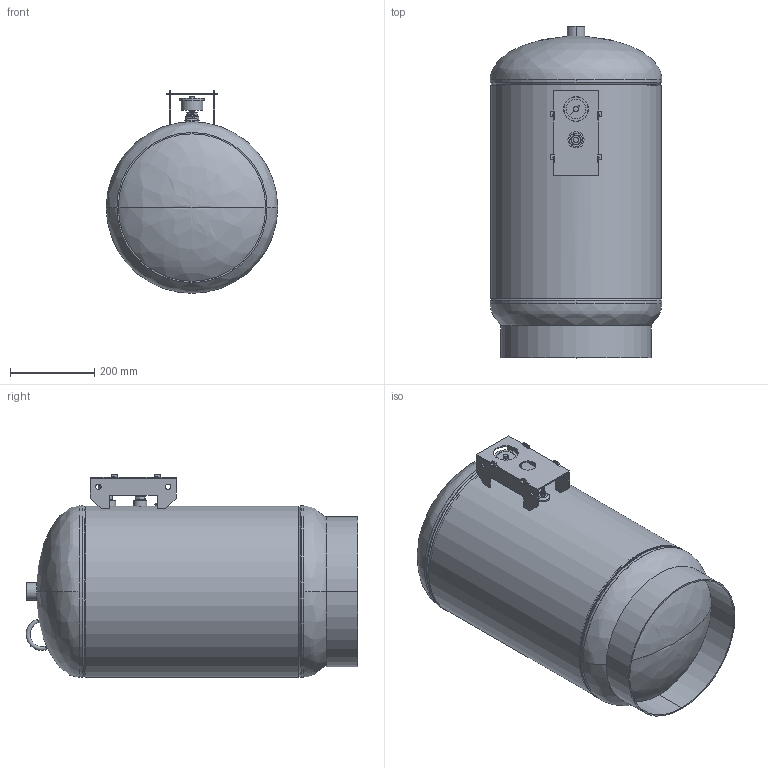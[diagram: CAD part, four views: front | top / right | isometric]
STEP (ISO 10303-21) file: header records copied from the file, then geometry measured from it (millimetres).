
FILE_DESCRIPTION (( 'STEP AP203' ), '1' );
FILE_NAME ('TTA-42.STEP', '2021-03-15T16:41:11', ( '' ), ( '' ), 'SwSTEP 2.0', 'SolidWorks 2021', '' );
FILE_SCHEMA (( 'CONFIG_CONTROL_DESIGN' ));
Length unit declared in the file: inch
Products named in the file (20): 99H0071_91280A525; Couplings_9500318; 99K0777; 99M0233; 33032062; 9200080; 99K0776; 9500030; 9400540; TTA-42; 07200310_5081T17; 9800401_9800400; 99M0228; 9500010; 99Q3774; 9800460_03-34; 9500000; 99M0232; 99B1529
Assembly tree (25 placements, depth 3):
  TTA-42
    99B1529
    9200080
    9200080
    9500000
    9500010
    9500030
    Couplings_9500318
    9800460_03-34
    07200310_5081T17
    9800401_9800400
    33032062
      99M0228
      99M0232
      99H0071_91280A525  x6
      99M0233
    9400540
    99Q3774
    99K0776  x2
    99K0777
Bounding box: 406.4 x 786.24 x 480.15 mm (x, y, z)
Volume: 3492066.2 mm3; surface area: 3184205.2 mm2
Topology: 28 solids, 28 shells, 1203 faces, 3013 edges, 1879 vertices
Faces by surface type: cylinder 528, cone 333, plane 231, torus 68, bspline 39, sphere 4
Full cylindrical faces by diameter (mm): 400.05 x1, 404.927 x1
Entity records: 40496 total; most frequent: CARTESIAN_POINT 19462, DIRECTION 3998, ORIENTED_EDGE 3892, EDGE_CURVE 1946, AXIS2_PLACEMENT_3D 1615, VERTEX_POINT 1193, EDGE_LOOP 915, ADVANCED_FACE 813
